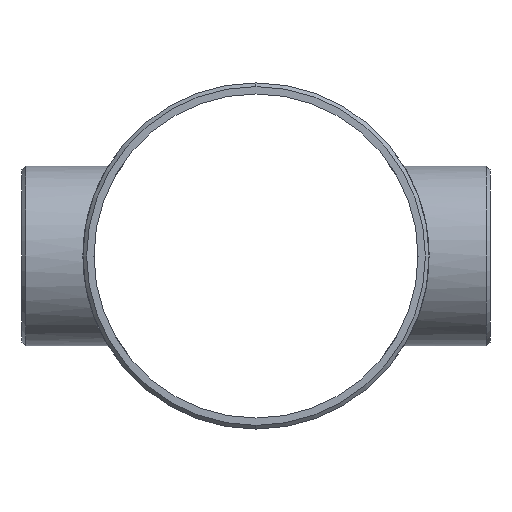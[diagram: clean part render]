
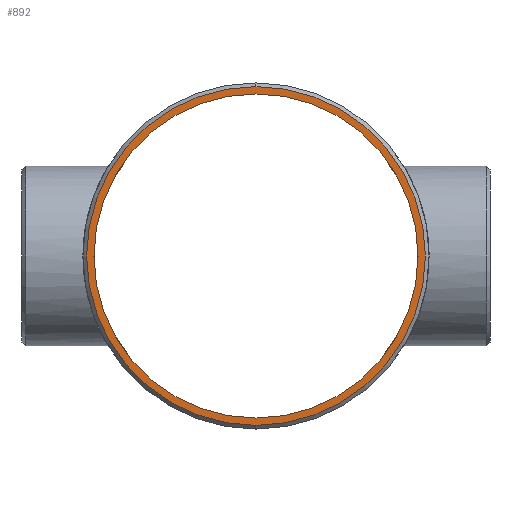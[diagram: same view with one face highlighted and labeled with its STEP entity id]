
A CAD part, left-side view. The second image highlights one B-rep face of the part: STEP entity #892.
In plain terms, the highlighted planar face has unit normal (-1, 0, 0).
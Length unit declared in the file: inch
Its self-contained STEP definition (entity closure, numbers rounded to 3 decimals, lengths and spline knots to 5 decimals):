
#32 = DIRECTION ( 'NONE',  ( 0., 0., 1. ) ) ;
#96 = DIRECTION ( 'NONE',  ( 0., 0., 1. ) ) ;
#102 = DIRECTION ( 'NONE',  ( 0., 0., 1. ) ) ;
#111 = DIRECTION ( 'NONE',  ( 1., 0., 0. ) ) ;
#192 = DIRECTION ( 'NONE',  ( -1., 0., 0. ) ) ;
#225 = VERTEX_POINT ( 'NONE', #1391 ) ;
#286 = AXIS2_PLACEMENT_3D ( 'NONE', #886, #574, #32 ) ;
#313 = VERTEX_POINT ( 'NONE', #1338 ) ;
#397 = EDGE_CURVE ( 'NONE', #1193, #313, #984, .T. ) ;
#427 = FACE_BOUND ( 'NONE', #710, .T. ) ;
#513 = ORIENTED_EDGE ( 'NONE', *, *, #1238, .T. ) ;
#536 = CIRCLE ( 'NONE', #670, 5.969 ) ;
#538 = ORIENTED_EDGE ( 'NONE', *, *, #397, .T. ) ;
#561 = AXIS2_PLACEMENT_3D ( 'NONE', #731, #1401, #102 ) ;
#574 = DIRECTION ( 'NONE',  ( -1., 0., 0. ) ) ;
#604 = VERTEX_POINT ( 'NONE', #1010 ) ;
#616 = FACE_OUTER_BOUND ( 'NONE', #989, .T. ) ;
#651 = CARTESIAN_POINT ( 'NONE',  ( -10., 0., 6.23967 ) ) ;
#670 = AXIS2_PLACEMENT_3D ( 'NONE', #717, #736, #1376 ) ;
#710 = EDGE_LOOP ( 'NONE', ( #513, #1416 ) ) ;
#717 = CARTESIAN_POINT ( 'NONE',  ( -10., 0., 0. ) ) ;
#731 = CARTESIAN_POINT ( 'NONE',  ( -10., 0., 0. ) ) ;
#736 = DIRECTION ( 'NONE',  ( 1., 0., 0. ) ) ;
#769 = CIRCLE ( 'NONE', #1302, 5.969 ) ;
#841 = CIRCLE ( 'NONE', #561, 6.23967 ) ;
#856 = CARTESIAN_POINT ( 'NONE',  ( -10., 0., 0. ) ) ;
#886 = CARTESIAN_POINT ( 'NONE',  ( -10., 0., 0. ) ) ;
#892 = ADVANCED_FACE ( 'NONE', ( #616, #427 ), #946, .T. ) ;
#946 = PLANE ( 'NONE',  #1070 ) ;
#962 = DIRECTION ( 'NONE',  ( 0., 0., -1. ) ) ;
#984 = CIRCLE ( 'NONE', #286, 6.23967 ) ;
#989 = EDGE_LOOP ( 'NONE', ( #1210, #538 ) ) ;
#991 = EDGE_CURVE ( 'NONE', #604, #225, #536, .T. ) ;
#1010 = CARTESIAN_POINT ( 'NONE',  ( -10., 0., -5.969 ) ) ;
#1070 = AXIS2_PLACEMENT_3D ( 'NONE', #856, #192, #962 ) ;
#1082 = CARTESIAN_POINT ( 'NONE',  ( -10., 0., 0. ) ) ;
#1132 = EDGE_CURVE ( 'NONE', #313, #1193, #841, .T. ) ;
#1193 = VERTEX_POINT ( 'NONE', #651 ) ;
#1210 = ORIENTED_EDGE ( 'NONE', *, *, #1132, .T. ) ;
#1238 = EDGE_CURVE ( 'NONE', #225, #604, #769, .T. ) ;
#1302 = AXIS2_PLACEMENT_3D ( 'NONE', #1082, #111, #96 ) ;
#1338 = CARTESIAN_POINT ( 'NONE',  ( -10., 0., -6.23967 ) ) ;
#1376 = DIRECTION ( 'NONE',  ( 0., 0., 1. ) ) ;
#1391 = CARTESIAN_POINT ( 'NONE',  ( -10., 0., 5.969 ) ) ;
#1401 = DIRECTION ( 'NONE',  ( -1., 0., 0. ) ) ;
#1416 = ORIENTED_EDGE ( 'NONE', *, *, #991, .T. ) ;
